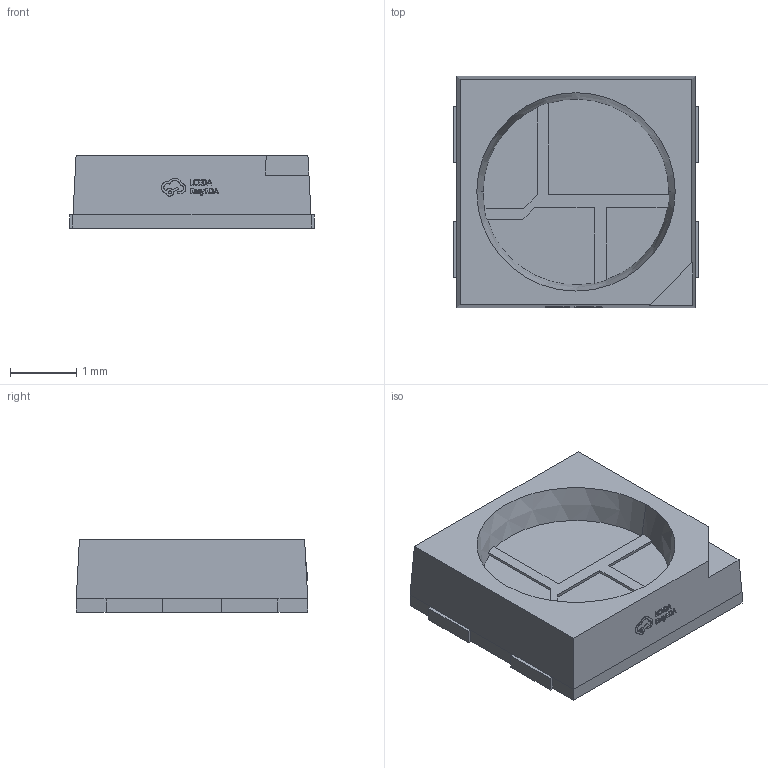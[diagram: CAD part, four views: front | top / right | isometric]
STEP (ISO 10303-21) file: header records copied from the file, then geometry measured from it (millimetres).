
FILE_DESCRIPTION (( 'STEP AP214' ), '1' );
FILE_NAME ('LED-SMD_4P-L3.7-W3.5-P1.75-BR-SK6812MINI.step', '2022-07-08T12:17:37', ( '' ), ( '' ), 'SwSTEP 2.0', 'SolidWorks 2020', '' );
FILE_SCHEMA (( 'AUTOMOTIVE_DESIGN' ));
Length unit declared in the file: millimetre
Products named in the file (1): LED-SMD_4P-L3.7-W3.5-P1.75-BR-SK6812MINI
Bounding box: 3.7 x 3.5 x 1.11 mm (x, y, z)
Volume: 10.1 mm3; surface area: 45.4 mm2
Topology: 1 solids, 1 shells, 357 faces, 972 edges, 644 vertices
Faces by surface type: plane 239, bspline 112, cylinder 4, cone 2
Entity records: 15837 total; most frequent: CARTESIAN_POINT 3714, ORIENTED_EDGE 1944, DIRECTION 1205, EDGE_CURVE 972, VECTOR 673, LINE 673, VERTEX_POINT 644, EDGE_LOOP 384
